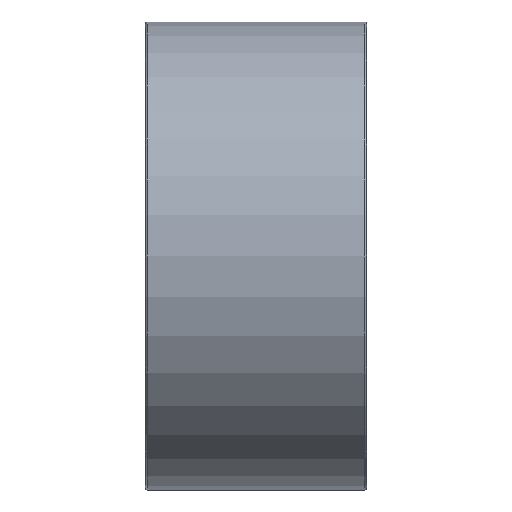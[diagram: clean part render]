
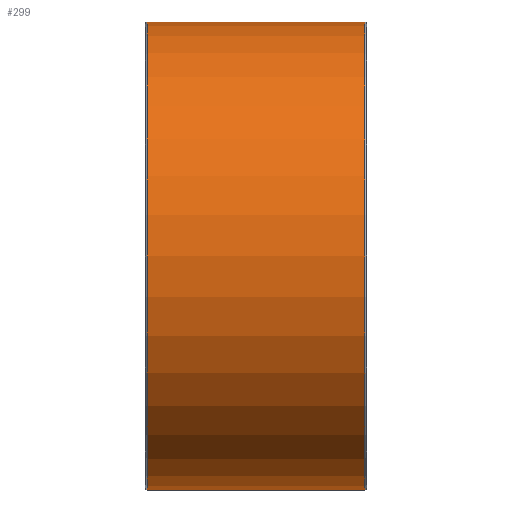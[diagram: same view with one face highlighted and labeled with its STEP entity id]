
A CAD part, front view. The second image highlights one B-rep face of the part: STEP entity #299.
In plain terms, the highlighted cylindrical face has radius 63.5 mm (diameter 127 mm), a full revolution.
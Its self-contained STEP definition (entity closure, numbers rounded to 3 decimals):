
#66=FACE_BOUND('',#124,.T.);
#67=FACE_BOUND('',#125,.T.);
#84=CIRCLE('',#328,63.5);
#85=CIRCLE('',#329,63.5);
#97=FACE_OUTER_BOUND('',#123,.T.);
#123=EDGE_LOOP('',(#231));
#124=EDGE_LOOP('',(#232));
#125=EDGE_LOOP('',(#233));
#156=B_SPLINE_CURVE_WITH_KNOTS('',3,(#587,#588,#589,#590,#591,#592,#593,
#594,#595,#596,#597,#598,#599,#600,#601,#602,#603),.UNSPECIFIED.,.T.,.F.,
(4,1,1,1,1,1,1,1,1,1,1,1,1,1,4),(-6.038,-5.607,-5.175,
-4.744,-4.313,-3.881,-3.45,
-2.875,-2.588,-2.3,-1.725,
-1.294,-0.863,-0.431,0.),
 .UNSPECIFIED.);
#161=VERTEX_POINT('',#567);
#164=VERTEX_POINT('',#608);
#165=VERTEX_POINT('',#610);
#191=EDGE_CURVE('',#161,#161,#156,.T.);
#193=EDGE_CURVE('',#164,#164,#84,.T.);
#194=EDGE_CURVE('',#165,#165,#85,.T.);
#231=ORIENTED_EDGE('',*,*,#193,.F.);
#232=ORIENTED_EDGE('',*,*,#194,.F.);
#233=ORIENTED_EDGE('',*,*,#191,.F.);
#293=CYLINDRICAL_SURFACE('',#327,63.5);
#299=ADVANCED_FACE('',(#97,#66,#67),#293,.T.);
#327=AXIS2_PLACEMENT_3D('',#607,#372,#373);
#328=AXIS2_PLACEMENT_3D('',#609,#374,#375);
#329=AXIS2_PLACEMENT_3D('',#611,#376,#377);
#372=DIRECTION('center_axis',(1.,0.,0.));
#373=DIRECTION('ref_axis',(0.,1.,0.));
#374=DIRECTION('center_axis',(-1.,0.,0.));
#375=DIRECTION('ref_axis',(0.,-1.,0.));
#376=DIRECTION('center_axis',(1.,0.,0.));
#377=DIRECTION('ref_axis',(0.,-1.,0.));
#567=CARTESIAN_POINT('',(0.,62.57,-10.829));
#587=CARTESIAN_POINT('Ctrl Pts',(0.,62.569,
-10.83));
#588=CARTESIAN_POINT('Ctrl Pts',(-1.639,62.569,-10.829));
#589=CARTESIAN_POINT('Ctrl Pts',(-4.943,62.704,-10.09));
#590=CARTESIAN_POINT('Ctrl Pts',(-8.888,63.155,-6.982));
#591=CARTESIAN_POINT('Ctrl Pts',(-11.088,63.514,-2.51));
#592=CARTESIAN_POINT('Ctrl Pts',(-11.09,63.513,2.501));
#593=CARTESIAN_POINT('Ctrl Pts',(-8.89,63.157,6.978));
#594=CARTESIAN_POINT('Ctrl Pts',(-4.512,62.651,10.436));
#595=CARTESIAN_POINT('Ctrl Pts',(0.603,62.502,11.202));
#596=CARTESIAN_POINT('Ctrl Pts',(4.847,62.729,9.899));
#597=CARTESIAN_POINT('Ctrl Pts',(8.514,63.092,7.447));
#598=CARTESIAN_POINT('Ctrl Pts',(11.094,63.516,3.061));
#599=CARTESIAN_POINT('Ctrl Pts',(11.09,63.513,-2.496));
#600=CARTESIAN_POINT('Ctrl Pts',(8.888,63.155,-6.984));
#601=CARTESIAN_POINT('Ctrl Pts',(4.949,62.705,-10.086));
#602=CARTESIAN_POINT('Ctrl Pts',(1.64,62.569,-10.83));
#603=CARTESIAN_POINT('Ctrl Pts',(0.,62.569,
-10.83));
#607=CARTESIAN_POINT('Origin',(0.,0.,0.));
#608=CARTESIAN_POINT('',(-29.5,63.5,0.));
#609=CARTESIAN_POINT('Origin',(-29.5,0.,0.));
#610=CARTESIAN_POINT('',(29.5,63.5,0.));
#611=CARTESIAN_POINT('Origin',(29.5,0.,0.));
